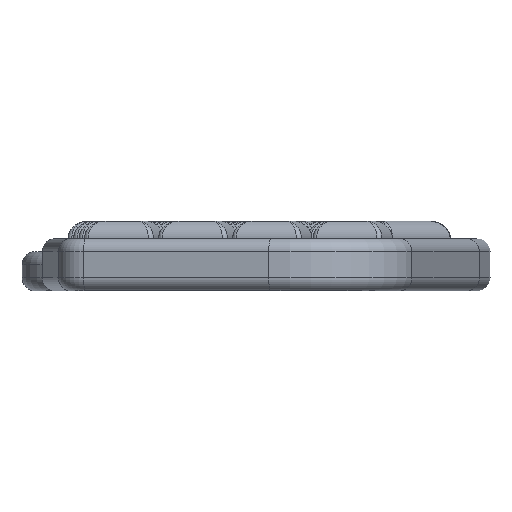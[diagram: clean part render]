
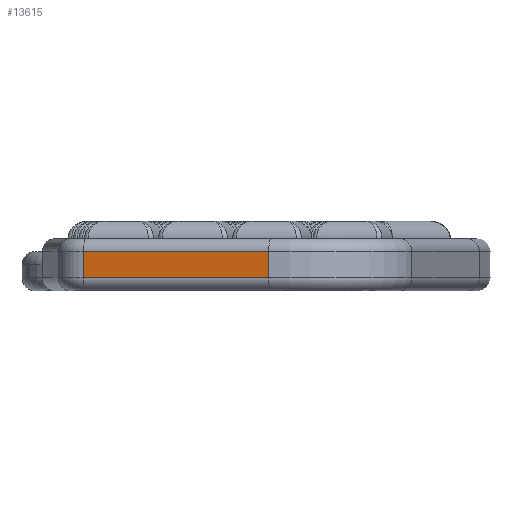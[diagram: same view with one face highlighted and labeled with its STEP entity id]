
A CAD part, left-side view. The second image highlights one B-rep face of the part: STEP entity #13615.
In plain terms, the highlighted planar face has unit normal (-0.985, 0.174, 0).
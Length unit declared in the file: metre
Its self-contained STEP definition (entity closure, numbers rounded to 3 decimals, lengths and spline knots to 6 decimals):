
#1616=ORIENTED_EDGE('',*,*,#5729,.T.);
#1617=ORIENTED_EDGE('',*,*,#5730,.T.);
#1618=ORIENTED_EDGE('',*,*,#5726,.F.);
#1619=ORIENTED_EDGE('',*,*,#5731,.T.);
#5726=EDGE_CURVE('',#7783,#7784,#8961,.T.);
#5729=EDGE_CURVE('',#7785,#7786,#8962,.T.);
#5730=EDGE_CURVE('',#7786,#7784,#8963,.F.);
#5731=EDGE_CURVE('',#7783,#7785,#8964,.T.);
#7783=VERTEX_POINT('',#21450);
#7784=VERTEX_POINT('',#21451);
#7785=VERTEX_POINT('',#21456);
#7786=VERTEX_POINT('',#21457);
#8961=LINE('',#21449,#10148);
#8962=LINE('',#21455,#10149);
#8963=LINE('',#21458,#10150);
#8964=LINE('',#21459,#10151);
#10148=VECTOR('',#16838,1.);
#10149=VECTOR('',#16845,1.);
#10150=VECTOR('',#16846,1.);
#10151=VECTOR('',#16847,1.);
#11324=EDGE_LOOP('',(#1616,#1617,#1618,#1619));
#12295=FACE_BOUND('',#11324,.T.);
#13265=PLANE('',#15105);
#13615=ADVANCED_FACE('',(#12295),#13265,.T.);
#15105=AXIS2_PLACEMENT_3D('',#21454,#16843,#16844);
#16838=DIRECTION('',(0.,0.,1.));
#16843=DIRECTION('',(-0.985,0.174,0.));
#16844=DIRECTION('',(-0.174,-0.985,0.));
#16845=DIRECTION('',(0.,0.,1.));
#16846=DIRECTION('',(-0.174,-0.985,0.));
#16847=DIRECTION('',(-0.174,-0.985,0.));
#21449=CARTESIAN_POINT('',(-0.030875,0.018292,0.));
#21450=CARTESIAN_POINT('',(-0.030875,0.018292,-0.00025));
#21451=CARTESIAN_POINT('',(-0.030875,0.018292,0.00125));
#21454=CARTESIAN_POINT('',(-0.031809,0.012993,0.));
#21455=CARTESIAN_POINT('',(-0.032744,0.007694,0.));
#21456=CARTESIAN_POINT('',(-0.032744,0.007694,-0.00025));
#21457=CARTESIAN_POINT('',(-0.032744,0.007694,0.00125));
#21458=CARTESIAN_POINT('',(-0.031809,0.012993,0.00125));
#21459=CARTESIAN_POINT('',(-0.032744,0.007694,-0.00025));
